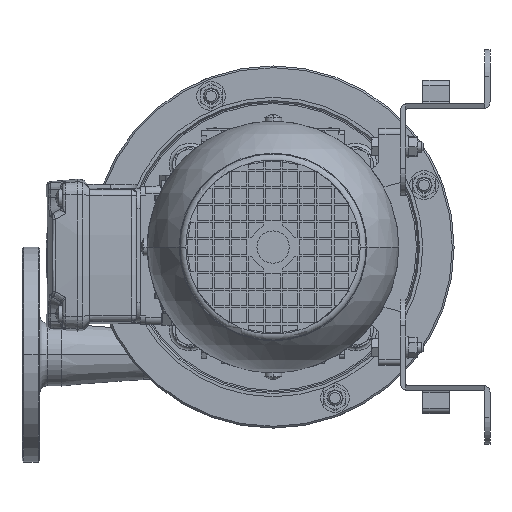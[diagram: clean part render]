
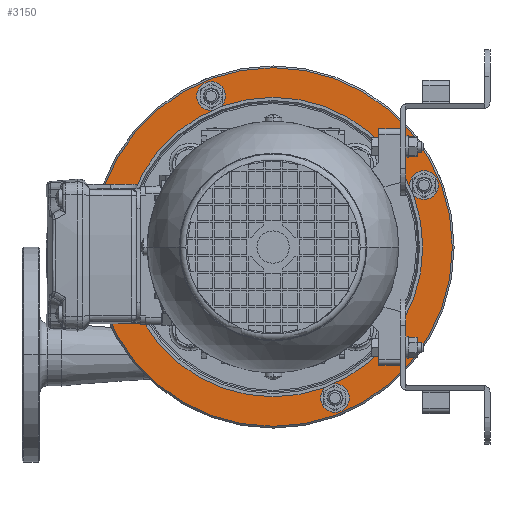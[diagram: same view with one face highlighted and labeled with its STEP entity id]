
A CAD part, left-side view. The second image highlights one B-rep face of the part: STEP entity #3150.
In plain terms, the highlighted face is planar.
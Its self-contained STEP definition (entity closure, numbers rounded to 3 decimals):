
#628 = VERTEX_POINT ( 'NONE', #47068 ) ;
#1581 = CARTESIAN_POINT ( 'NONE',  ( 54.2, 0., 1. ) ) ;
#1635 = AXIS2_PLACEMENT_3D ( 'NONE', #18639, #59716, #24512 ) ;
#1656 = DIRECTION ( 'NONE',  ( -1., 0., 0. ) ) ;
#2569 = CARTESIAN_POINT ( 'NONE',  ( 0., 0., 1. ) ) ;
#2964 = ORIENTED_EDGE ( 'NONE', *, *, #15115, .F. ) ;
#3111 = VERTEX_POINT ( 'NONE', #73599 ) ;
#3150 = ADVANCED_FACE ( 'NONE', ( #8583, #22414, #67443, #6738, #51816, #36238 ), #4419, .T. ) ;
#3280 = DIRECTION ( 'NONE',  ( 0., 0., -1. ) ) ;
#4419 = PLANE ( 'NONE',  #66664 ) ;
#5986 = AXIS2_PLACEMENT_3D ( 'NONE', #69568, #34399, #75455 ) ;
#6738 = FACE_BOUND ( 'NONE', #9707, .T. ) ;
#7113 = CIRCLE ( 'NONE', #12579, 100. ) ;
#8471 = DIRECTION ( 'NONE',  ( 0., 0., -1. ) ) ;
#8508 = DIRECTION ( 'NONE',  ( -1., 0., 0. ) ) ;
#8575 = DIRECTION ( 'NONE',  ( 0., 0., -1. ) ) ;
#8583 = FACE_OUTER_BOUND ( 'NONE', #62112, .T. ) ;
#9034 = CARTESIAN_POINT ( 'NONE',  ( 0., 0., 1. ) ) ;
#9482 = AXIS2_PLACEMENT_3D ( 'NONE', #38558, #3280, #44461 ) ;
#9707 = EDGE_LOOP ( 'NONE', ( #2964, #33557 ) ) ;
#10351 = CARTESIAN_POINT ( 'NONE',  ( 0., 0., 1. ) ) ;
#10418 = AXIS2_PLACEMENT_3D ( 'NONE', #72105, #36945, #1656 ) ;
#10902 = DIRECTION ( 'NONE',  ( 0., 0., -1. ) ) ;
#12172 = CIRCLE ( 'NONE', #10418, 5. ) ;
#12579 = AXIS2_PLACEMENT_3D ( 'NONE', #9034, #50183, #15000 ) ;
#13223 = AXIS2_PLACEMENT_3D ( 'NONE', #43827, #8575, #49726 ) ;
#15000 = DIRECTION ( 'NONE',  ( -1., 0., 0. ) ) ;
#15115 = EDGE_CURVE ( 'NONE', #34587, #3111, #70627, .T. ) ;
#16285 = ORIENTED_EDGE ( 'NONE', *, *, #20904, .T. ) ;
#16781 = CARTESIAN_POINT ( 'NONE',  ( 84.194, -34.531, 1. ) ) ;
#17043 = CARTESIAN_POINT ( 'NONE',  ( -29.531, -84.194, 1. ) ) ;
#17777 = AXIS2_PLACEMENT_3D ( 'NONE', #46141, #10902, #52024 ) ;
#17953 = EDGE_CURVE ( 'NONE', #66214, #59741, #12172, .T. ) ;
#18199 = CIRCLE ( 'NONE', #5986, 5. ) ;
#18344 = CIRCLE ( 'NONE', #39304, 5. ) ;
#18639 = CARTESIAN_POINT ( 'NONE',  ( 34.531, 84.194, 1. ) ) ;
#19794 = CARTESIAN_POINT ( 'NONE',  ( 79.194, -34.531, 1. ) ) ;
#20380 = DIRECTION ( 'NONE',  ( 0., 0., -1. ) ) ;
#20851 = AXIS2_PLACEMENT_3D ( 'NONE', #2569, #43752, #8508 ) ;
#20904 = EDGE_CURVE ( 'NONE', #66455, #36400, #7113, .T. ) ;
#22414 = FACE_BOUND ( 'NONE', #56986, .T. ) ;
#22683 = DIRECTION ( 'NONE',  ( -1., 0., 0. ) ) ;
#24512 = DIRECTION ( 'NONE',  ( -1., 0., 0. ) ) ;
#24832 = VERTEX_POINT ( 'NONE', #1581 ) ;
#25350 = ORIENTED_EDGE ( 'NONE', *, *, #17953, .F. ) ;
#26460 = DIRECTION ( 'NONE',  ( 0., 0., -1. ) ) ;
#27270 = ORIENTED_EDGE ( 'NONE', *, *, #28510, .F. ) ;
#27380 = CARTESIAN_POINT ( 'NONE',  ( 39.531, 84.194, 1. ) ) ;
#28510 = EDGE_CURVE ( 'NONE', #24832, #68825, #32552, .T. ) ;
#30953 = CARTESIAN_POINT ( 'NONE',  ( -79.194, 34.531, 1. ) ) ;
#32350 = EDGE_LOOP ( 'NONE', ( #57756, #25350 ) ) ;
#32552 = CIRCLE ( 'NONE', #71121, 54.2 ) ;
#33557 = ORIENTED_EDGE ( 'NONE', *, *, #61052, .F. ) ;
#34399 = DIRECTION ( 'NONE',  ( 0., 0., -1. ) ) ;
#34587 = VERTEX_POINT ( 'NONE', #30953 ) ;
#35250 = ORIENTED_EDGE ( 'NONE', *, *, #39400, .F. ) ;
#36238 = FACE_BOUND ( 'NONE', #74248, .T. ) ;
#36400 = VERTEX_POINT ( 'NONE', #76023 ) ;
#36945 = DIRECTION ( 'NONE',  ( 0., 0., -1. ) ) ;
#38558 = CARTESIAN_POINT ( 'NONE',  ( -84.194, 34.531, 1. ) ) ;
#39193 = EDGE_CURVE ( 'NONE', #59741, #66214, #50874, .T. ) ;
#39304 = AXIS2_PLACEMENT_3D ( 'NONE', #61672, #26460, #67565 ) ;
#39400 = EDGE_CURVE ( 'NONE', #62403, #57728, #69208, .T. ) ;
#39699 = ORIENTED_EDGE ( 'NONE', *, *, #51942, .F. ) ;
#40305 = ORIENTED_EDGE ( 'NONE', *, *, #71051, .F. ) ;
#43716 = CARTESIAN_POINT ( 'NONE',  ( 0., 0., 1. ) ) ;
#43752 = DIRECTION ( 'NONE',  ( 0., 0., -1. ) ) ;
#43827 = CARTESIAN_POINT ( 'NONE',  ( -84.194, 34.531, 1. ) ) ;
#44461 = DIRECTION ( 'NONE',  ( -1., 0., 0. ) ) ;
#45101 = DIRECTION ( 'NONE',  ( 0., 0., -1. ) ) ;
#46141 = CARTESIAN_POINT ( 'NONE',  ( 0., 0., 1. ) ) ;
#47068 = CARTESIAN_POINT ( 'NONE',  ( 89.194, -34.531, 1. ) ) ;
#49614 = DIRECTION ( 'NONE',  ( -1., 0., 0. ) ) ;
#49726 = DIRECTION ( 'NONE',  ( -1., 0., 0. ) ) ;
#50018 = AXIS2_PLACEMENT_3D ( 'NONE', #55587, #20380, #61482 ) ;
#50183 = DIRECTION ( 'NONE',  ( 0., 0., -1. ) ) ;
#50874 = CIRCLE ( 'NONE', #1635, 5. ) ;
#50897 = CARTESIAN_POINT ( 'NONE',  ( 29.531, 84.194, 1. ) ) ;
#50983 = CIRCLE ( 'NONE', #9482, 5. ) ;
#51488 = DIRECTION ( 'NONE',  ( -1., 0., 0. ) ) ;
#51624 = VERTEX_POINT ( 'NONE', #19794 ) ;
#51816 = FACE_BOUND ( 'NONE', #32350, .T. ) ;
#51942 = EDGE_CURVE ( 'NONE', #57728, #62403, #18199, .T. ) ;
#52024 = DIRECTION ( 'NONE',  ( -1., 0., 0. ) ) ;
#52116 = CARTESIAN_POINT ( 'NONE',  ( -54.2, 0., 1. ) ) ;
#52701 = CIRCLE ( 'NONE', #20851, 100. ) ;
#52879 = EDGE_CURVE ( 'NONE', #51624, #628, #70444, .T. ) ;
#53345 = ORIENTED_EDGE ( 'NONE', *, *, #58382, .F. ) ;
#54526 = EDGE_LOOP ( 'NONE', ( #40305, #60427 ) ) ;
#54958 = CARTESIAN_POINT ( 'NONE',  ( 100., 0., 1. ) ) ;
#55587 = CARTESIAN_POINT ( 'NONE',  ( -34.531, -84.194, 1. ) ) ;
#56986 = EDGE_LOOP ( 'NONE', ( #39699, #35250 ) ) ;
#57720 = CIRCLE ( 'NONE', #17777, 54.2 ) ;
#57728 = VERTEX_POINT ( 'NONE', #17043 ) ;
#57756 = ORIENTED_EDGE ( 'NONE', *, *, #39193, .F. ) ;
#57864 = AXIS2_PLACEMENT_3D ( 'NONE', #16781, #57913, #22683 ) ;
#57913 = DIRECTION ( 'NONE',  ( 0., 0., -1. ) ) ;
#58382 = EDGE_CURVE ( 'NONE', #68825, #24832, #57720, .T. ) ;
#59716 = DIRECTION ( 'NONE',  ( 0., 0., -1. ) ) ;
#59741 = VERTEX_POINT ( 'NONE', #27380 ) ;
#60427 = ORIENTED_EDGE ( 'NONE', *, *, #52879, .F. ) ;
#61052 = EDGE_CURVE ( 'NONE', #3111, #34587, #50983, .T. ) ;
#61482 = DIRECTION ( 'NONE',  ( -1., 0., 0. ) ) ;
#61672 = CARTESIAN_POINT ( 'NONE',  ( 84.194, -34.531, 1. ) ) ;
#62112 = EDGE_LOOP ( 'NONE', ( #16285, #63829 ) ) ;
#62403 = VERTEX_POINT ( 'NONE', #63751 ) ;
#63751 = CARTESIAN_POINT ( 'NONE',  ( -39.531, -84.194, 1. ) ) ;
#63829 = ORIENTED_EDGE ( 'NONE', *, *, #75175, .T. ) ;
#66214 = VERTEX_POINT ( 'NONE', #50897 ) ;
#66455 = VERTEX_POINT ( 'NONE', #54958 ) ;
#66664 = AXIS2_PLACEMENT_3D ( 'NONE', #10351, #45101, #51488 ) ;
#67443 = FACE_BOUND ( 'NONE', #54526, .T. ) ;
#67565 = DIRECTION ( 'NONE',  ( -1., 0., 0. ) ) ;
#68825 = VERTEX_POINT ( 'NONE', #52116 ) ;
#69208 = CIRCLE ( 'NONE', #50018, 5. ) ;
#69568 = CARTESIAN_POINT ( 'NONE',  ( -34.531, -84.194, 1. ) ) ;
#70444 = CIRCLE ( 'NONE', #57864, 5. ) ;
#70627 = CIRCLE ( 'NONE', #13223, 5. ) ;
#71051 = EDGE_CURVE ( 'NONE', #628, #51624, #18344, .T. ) ;
#71121 = AXIS2_PLACEMENT_3D ( 'NONE', #43716, #8471, #49614 ) ;
#72105 = CARTESIAN_POINT ( 'NONE',  ( 34.531, 84.194, 1. ) ) ;
#73599 = CARTESIAN_POINT ( 'NONE',  ( -89.194, 34.531, 1. ) ) ;
#74248 = EDGE_LOOP ( 'NONE', ( #53345, #27270 ) ) ;
#75175 = EDGE_CURVE ( 'NONE', #36400, #66455, #52701, .T. ) ;
#75455 = DIRECTION ( 'NONE',  ( -1., 0., 0. ) ) ;
#76023 = CARTESIAN_POINT ( 'NONE',  ( -100., 0., 1. ) ) ;
